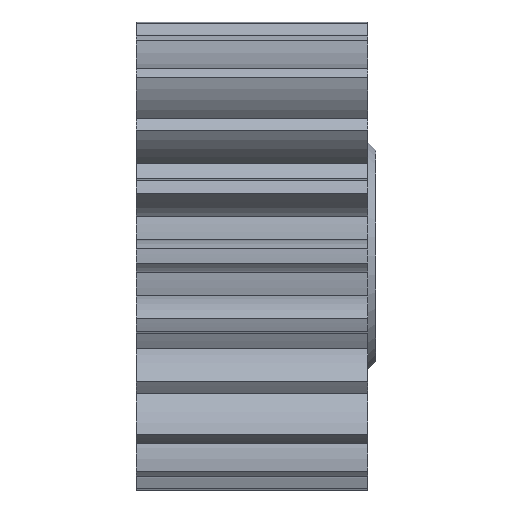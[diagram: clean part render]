
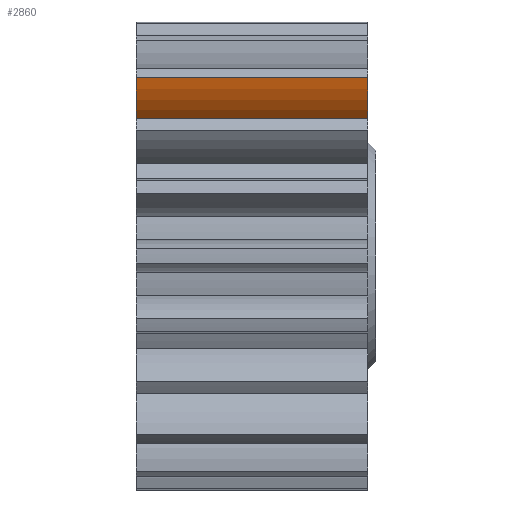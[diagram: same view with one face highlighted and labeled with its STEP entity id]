
A CAD part, front view. The second image highlights one B-rep face of the part: STEP entity #2860.
In plain terms, the highlighted cylindrical face has radius 5.334 mm (diameter 10.668 mm), a partial arc.
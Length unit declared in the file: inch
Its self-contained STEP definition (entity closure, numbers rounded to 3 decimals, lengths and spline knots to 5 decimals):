
#110 = CIRCLE ( 'NONE', #1598, 0.21 ) ;
#136 = VECTOR ( 'NONE', #3458, 39.37008 ) ;
#151 = LINE ( 'NONE', #3559, #136 ) ;
#299 = DIRECTION ( 'NONE',  ( -1., 0., 0. ) ) ;
#305 = DIRECTION ( 'NONE',  ( 0., 0., 1. ) ) ;
#311 = CARTESIAN_POINT ( 'NONE',  ( 0.568, -0.16627, 0.48031 ) ) ;
#432 = CARTESIAN_POINT ( 'NONE',  ( 0., -0.37205, 0.43841 ) ) ;
#522 = DIRECTION ( 'NONE',  ( 0., 0.68, 0.733 ) ) ;
#613 = CARTESIAN_POINT ( 'NONE',  ( 0.568, -0.37205, 0.43841 ) ) ;
#649 = CARTESIAN_POINT ( 'NONE',  ( 0., -0.16627, 0.48031 ) ) ;
#690 = DIRECTION ( 'NONE',  ( -1., 0., 0. ) ) ;
#692 = CARTESIAN_POINT ( 'NONE',  ( 0., -0.31869, 0.33586 ) ) ;
#768 = ORIENTED_EDGE ( 'NONE', *, *, #1642, .F. ) ;
#817 = ORIENTED_EDGE ( 'NONE', *, *, #1820, .F. ) ;
#875 = ORIENTED_EDGE ( 'NONE', *, *, #1541, .T. ) ;
#914 = ORIENTED_EDGE ( 'NONE', *, *, #1906, .T. ) ;
#1066 = EDGE_LOOP ( 'NONE', ( #875, #768, #817, #914 ) ) ;
#1384 = VERTEX_POINT ( 'NONE', #1407 ) ;
#1407 = CARTESIAN_POINT ( 'NONE',  ( 0.568, -0.31869, 0.33586 ) ) ;
#1541 = EDGE_CURVE ( 'NONE', #1638, #2084, #3246, .T. ) ;
#1598 = AXIS2_PLACEMENT_3D ( 'NONE', #649, #690, #522 ) ;
#1638 = VERTEX_POINT ( 'NONE', #613 ) ;
#1642 = EDGE_CURVE ( 'NONE', #1761, #2084, #110, .T. ) ;
#1761 = VERTEX_POINT ( 'NONE', #692 ) ;
#1820 = EDGE_CURVE ( 'NONE', #1384, #1761, #151, .T. ) ;
#1862 = AXIS2_PLACEMENT_3D ( 'NONE', #3553, #3578, #3577 ) ;
#1906 = EDGE_CURVE ( 'NONE', #1384, #1638, #2950, .T. ) ;
#2084 = VERTEX_POINT ( 'NONE', #432 ) ;
#2118 = FACE_OUTER_BOUND ( 'NONE', #1066, .T. ) ;
#2166 = CYLINDRICAL_SURFACE ( 'NONE', #2374, 0.21 ) ;
#2374 = AXIS2_PLACEMENT_3D ( 'NONE', #311, #299, #305 ) ;
#2462 = DIRECTION ( 'NONE',  ( -1., 0., 0. ) ) ;
#2706 = CARTESIAN_POINT ( 'NONE',  ( 0.284, -0.37205, 0.43841 ) ) ;
#2860 = ADVANCED_FACE ( 'NONE', ( #2118 ), #2166, .T. ) ;
#2950 = CIRCLE ( 'NONE', #1862, 0.21 ) ;
#3246 = LINE ( 'NONE', #2706, #3269 ) ;
#3269 = VECTOR ( 'NONE', #2462, 39.37008 ) ;
#3458 = DIRECTION ( 'NONE',  ( -1., 0., 0. ) ) ;
#3553 = CARTESIAN_POINT ( 'NONE',  ( 0.568, -0.16627, 0.48031 ) ) ;
#3559 = CARTESIAN_POINT ( 'NONE',  ( 0.568, -0.31869, 0.33586 ) ) ;
#3577 = DIRECTION ( 'NONE',  ( 0., 0.68, 0.733 ) ) ;
#3578 = DIRECTION ( 'NONE',  ( -1., 0., 0. ) ) ;
